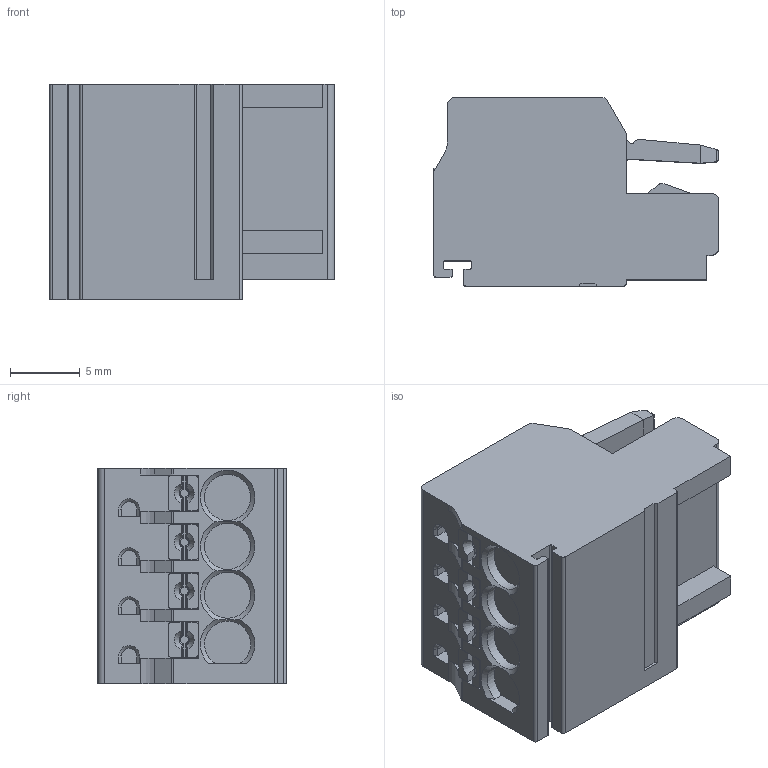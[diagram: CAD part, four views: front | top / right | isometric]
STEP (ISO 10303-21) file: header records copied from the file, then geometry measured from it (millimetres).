
FILE_DESCRIPTION(/* description */ ('STEP AP214'),/* implementation_level */ '2;1');
FILE_NAME(/* name */ '2734-104',/* time_stamp */ '2024-11-11T13:54:49+01:00',/* author */ ('License CC BY-ND 4.0'),/* organization */ ('CADENAS'),/* preprocessor_version */ 'ST-DEVELOPER v19.3',/* originating_system */ 'PARTsolutions',/* authorisation */ ' ');
FILE_SCHEMA (('AUTOMOTIVE_DESIGN {1 0 10303 214 3 1 1}'));
Length unit declared in the file: millimetre
Products named in the file (1): 2734-104
Bounding box: 20.4 x 13.5 x 15.45 mm (x, y, z)
Volume: 3155.3 mm3; surface area: 2023.1 mm2
Topology: 1 solids, 1 shells, 388 faces, 1050 edges, 687 vertices
Faces by surface type: plane 235, cylinder 121, cone 24, torus 8
Full cylindrical faces by diameter (mm): 1.3 x4, 3.3 x3
Entity records: 14850 total; most frequent: CARTESIAN_POINT 2268, ORIENTED_EDGE 2066, DIRECTION 2027, EDGE_CURVE 1033, LINE 711, VECTOR 711, VERTEX_POINT 684, AXIS2_PLACEMENT_3D 658
